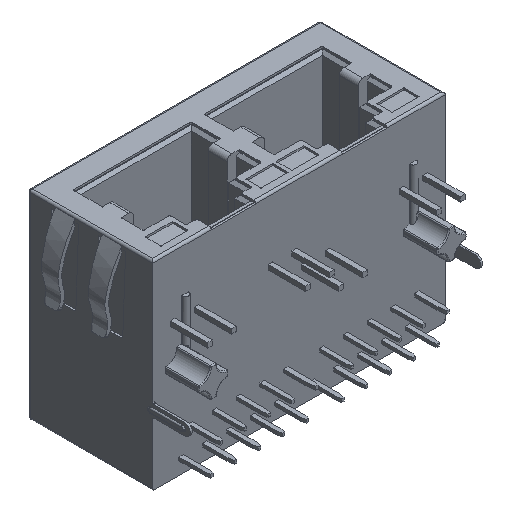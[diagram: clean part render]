
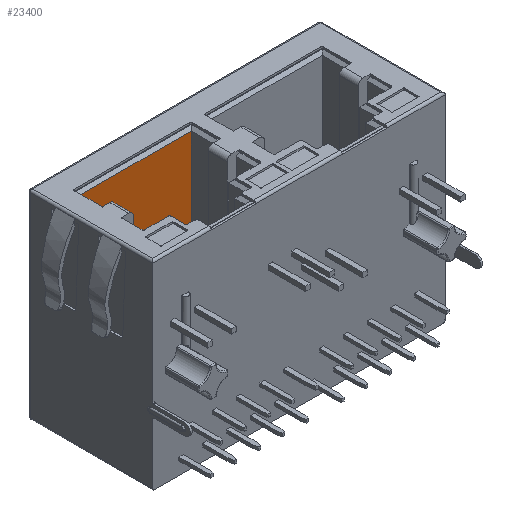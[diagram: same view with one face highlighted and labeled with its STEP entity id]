
A CAD part, isometric view. The second image highlights one B-rep face of the part: STEP entity #23400.
In plain terms, the highlighted planar face has unit normal (0, -1, 0).
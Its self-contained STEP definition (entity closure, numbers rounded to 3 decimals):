
#895 = ORIENTED_EDGE ( 'NONE', *, *, #4680, .T. ) ;
#1158 = VERTEX_POINT ( 'NONE', #35202 ) ;
#4108 = PLANE ( 'NONE',  #14066 ) ;
#4253 = CARTESIAN_POINT ( 'NONE',  ( 4.305, 14.45, -0.5 ) ) ;
#4680 = EDGE_CURVE ( 'NONE', #10080, #13489, #9946, .T. ) ;
#5483 = DIRECTION ( 'NONE',  ( -1., 0., 0. ) ) ;
#6803 = CARTESIAN_POINT ( 'NONE',  ( 4.305, 14.45, -0.5 ) ) ;
#8393 = CARTESIAN_POINT ( 'NONE',  ( 16.205, 14.45, -0.5 ) ) ;
#8402 = LINE ( 'NONE', #32058, #13273 ) ;
#9946 = LINE ( 'NONE', #4253, #30532 ) ;
#10080 = VERTEX_POINT ( 'NONE', #6803 ) ;
#10366 = EDGE_CURVE ( 'NONE', #1158, #13489, #13960, .T. ) ;
#13273 = VECTOR ( 'NONE', #35368, 1000. ) ;
#13489 = VERTEX_POINT ( 'NONE', #22604 ) ;
#13960 = LINE ( 'NONE', #14717, #14420 ) ;
#14066 = AXIS2_PLACEMENT_3D ( 'NONE', #21852, #33655, #22257 ) ;
#14420 = VECTOR ( 'NONE', #5483, 1000. ) ;
#14717 = CARTESIAN_POINT ( 'NONE',  ( 16.205, 14.45, -9.8 ) ) ;
#15216 = VECTOR ( 'NONE', #24902, 1000. ) ;
#19119 = EDGE_CURVE ( 'NONE', #35800, #1158, #36500, .T. ) ;
#21160 = CARTESIAN_POINT ( 'NONE',  ( 16.205, 14.45, -0.5 ) ) ;
#21852 = CARTESIAN_POINT ( 'NONE',  ( 16.205, 14.45, 0. ) ) ;
#22257 = DIRECTION ( 'NONE',  ( 1., 0., 0. ) ) ;
#22604 = CARTESIAN_POINT ( 'NONE',  ( 4.305, 14.45, -9.8 ) ) ;
#22658 = ORIENTED_EDGE ( 'NONE', *, *, #19119, .F. ) ;
#23400 = ADVANCED_FACE ( 'NONE', ( #31513 ), #4108, .F. ) ;
#24582 = ORIENTED_EDGE ( 'NONE', *, *, #10366, .F. ) ;
#24902 = DIRECTION ( 'NONE',  ( 0., 0., -1. ) ) ;
#28260 = DIRECTION ( 'NONE',  ( 0., 0., -1. ) ) ;
#30532 = VECTOR ( 'NONE', #28260, 1000. ) ;
#30659 = EDGE_CURVE ( 'NONE', #35800, #10080, #8402, .T. ) ;
#31513 = FACE_OUTER_BOUND ( 'NONE', #38784, .T. ) ;
#31553 = ORIENTED_EDGE ( 'NONE', *, *, #30659, .T. ) ;
#32058 = CARTESIAN_POINT ( 'NONE',  ( 16.205, 14.45, -0.5 ) ) ;
#33655 = DIRECTION ( 'NONE',  ( 0., 1., 0. ) ) ;
#35202 = CARTESIAN_POINT ( 'NONE',  ( 16.205, 14.45, -9.8 ) ) ;
#35368 = DIRECTION ( 'NONE',  ( -1., 0., 0. ) ) ;
#35800 = VERTEX_POINT ( 'NONE', #8393 ) ;
#36500 = LINE ( 'NONE', #21160, #15216 ) ;
#38784 = EDGE_LOOP ( 'NONE', ( #895, #24582, #22658, #31553 ) ) ;
